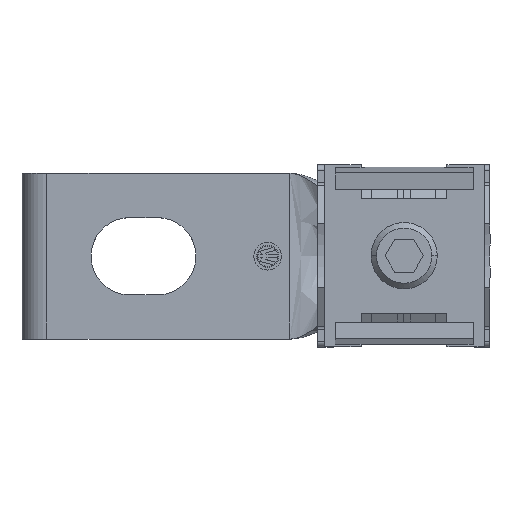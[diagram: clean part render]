
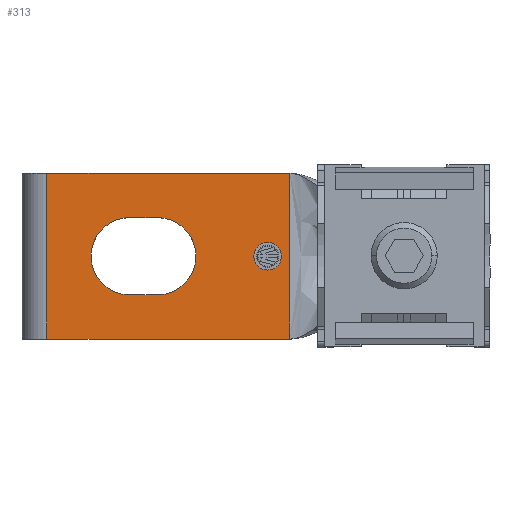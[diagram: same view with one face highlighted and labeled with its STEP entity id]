
A CAD part, top view. The second image highlights one B-rep face of the part: STEP entity #313.
In plain terms, the highlighted planar face has unit normal (0, 0, 1).
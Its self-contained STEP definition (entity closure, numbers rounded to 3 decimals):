
#44=AXIS2_PLACEMENT_3D('Plane Axis2P3D',#41,#42,#43) ;
#247=AXIS2_PLACEMENT_3D('Circle Axis2P3D',#245,#246,$) ;
#263=AXIS2_PLACEMENT_3D('Circle Axis2P3D',#261,#262,$) ;
#270=AXIS2_PLACEMENT_3D('Circle Axis2P3D',#268,#269,$) ;
#284=AXIS2_PLACEMENT_3D('Circle Axis2P3D',#282,#283,$) ;
#297=AXIS2_PLACEMENT_3D('Circle Axis2P3D',#295,#296,$) ;
#306=AXIS2_PLACEMENT_3D('Circle Axis2P3D',#304,#305,$) ;
#41=CARTESIAN_POINT('Axis2P3D Location',(-15.,81.5,9.)) ;
#211=CARTESIAN_POINT('Line Origine',(-15.,55.,9.)) ;
#215=CARTESIAN_POINT('Vertex',(-15.,33.,9.)) ;
#217=CARTESIAN_POINT('Vertex',(-15.,77.,9.)) ;
#220=CARTESIAN_POINT('Line Origine',(0.,33.,9.)) ;
#224=CARTESIAN_POINT('Vertex',(15.,33.,9.)) ;
#227=CARTESIAN_POINT('Line Origine',(15.,55.,9.)) ;
#231=CARTESIAN_POINT('Vertex',(15.,77.,9.)) ;
#234=CARTESIAN_POINT('Line Origine',(0.,77.,9.)) ;
#245=CARTESIAN_POINT('Axis2P3D Location',(0.,57.,9.)) ;
#249=CARTESIAN_POINT('Vertex',(-7.,57.,9.)) ;
#251=CARTESIAN_POINT('Vertex',(0.,50.,9.)) ;
#254=CARTESIAN_POINT('Line Origine',(-7.,59.5,9.)) ;
#258=CARTESIAN_POINT('Vertex',(-7.,62.,9.)) ;
#261=CARTESIAN_POINT('Axis2P3D Location',(0.,62.,9.)) ;
#265=CARTESIAN_POINT('Vertex',(0.,69.,9.)) ;
#268=CARTESIAN_POINT('Axis2P3D Location',(0.,62.,9.)) ;
#272=CARTESIAN_POINT('Vertex',(7.,62.,9.)) ;
#275=CARTESIAN_POINT('Line Origine',(7.,59.5,9.)) ;
#279=CARTESIAN_POINT('Vertex',(7.,57.,9.)) ;
#282=CARTESIAN_POINT('Axis2P3D Location',(0.,57.,9.)) ;
#295=CARTESIAN_POINT('Axis2P3D Location',(0.,37.,9.)) ;
#299=CARTESIAN_POINT('Vertex',(0.,39.5,9.)) ;
#301=CARTESIAN_POINT('Vertex',(0.,34.5,9.)) ;
#304=CARTESIAN_POINT('Axis2P3D Location',(0.,37.,9.)) ;
#42=DIRECTION('Axis2P3D Direction',(0.,0.,1.)) ;
#43=DIRECTION('Axis2P3D XDirection',(-1.,0.,0.)) ;
#212=DIRECTION('Vector Direction',(0.,1.,0.)) ;
#221=DIRECTION('Vector Direction',(1.,0.,0.)) ;
#228=DIRECTION('Vector Direction',(0.,1.,0.)) ;
#235=DIRECTION('Vector Direction',(-1.,0.,0.)) ;
#246=DIRECTION('Axis2P3D Direction',(0.,0.,1.)) ;
#255=DIRECTION('Vector Direction',(0.,-1.,0.)) ;
#262=DIRECTION('Axis2P3D Direction',(0.,0.,1.)) ;
#269=DIRECTION('Axis2P3D Direction',(0.,0.,1.)) ;
#276=DIRECTION('Vector Direction',(0.,-1.,0.)) ;
#283=DIRECTION('Axis2P3D Direction',(0.,0.,1.)) ;
#296=DIRECTION('Axis2P3D Direction',(0.,0.,1.)) ;
#305=DIRECTION('Axis2P3D Direction',(0.,0.,1.)) ;
#213=VECTOR('Line Direction',#212,1.) ;
#222=VECTOR('Line Direction',#221,1.) ;
#229=VECTOR('Line Direction',#228,1.) ;
#236=VECTOR('Line Direction',#235,1.) ;
#256=VECTOR('Line Direction',#255,1.) ;
#277=VECTOR('Line Direction',#276,1.) ;
#240=ORIENTED_EDGE('',*,*,#219,.F.) ;
#241=ORIENTED_EDGE('',*,*,#226,.T.) ;
#242=ORIENTED_EDGE('',*,*,#233,.T.) ;
#243=ORIENTED_EDGE('',*,*,#238,.T.) ;
#288=ORIENTED_EDGE('',*,*,#253,.F.) ;
#289=ORIENTED_EDGE('',*,*,#260,.F.) ;
#290=ORIENTED_EDGE('',*,*,#267,.F.) ;
#291=ORIENTED_EDGE('',*,*,#274,.F.) ;
#292=ORIENTED_EDGE('',*,*,#281,.T.) ;
#293=ORIENTED_EDGE('',*,*,#286,.F.) ;
#310=ORIENTED_EDGE('',*,*,#303,.T.) ;
#311=ORIENTED_EDGE('',*,*,#308,.T.) ;
#294=FACE_BOUND('',#287,.T.) ;
#312=FACE_BOUND('',#309,.T.) ;
#313=ADVANCED_FACE('Hauptkoerper nicht benutzen',(#244,#294,#312),#45,.T.) ;
#248=CIRCLE('generated circle',#247,7.) ;
#264=CIRCLE('generated circle',#263,7.) ;
#271=CIRCLE('generated circle',#270,7.) ;
#285=CIRCLE('generated circle',#284,7.) ;
#298=CIRCLE('generated circle',#297,2.5) ;
#307=CIRCLE('generated circle',#306,2.5) ;
#219=EDGE_CURVE('',#216,#218,#214,.T.) ;
#226=EDGE_CURVE('',#216,#225,#223,.T.) ;
#233=EDGE_CURVE('',#225,#232,#230,.T.) ;
#238=EDGE_CURVE('',#232,#218,#237,.T.) ;
#253=EDGE_CURVE('',#250,#252,#248,.T.) ;
#260=EDGE_CURVE('',#259,#250,#257,.T.) ;
#267=EDGE_CURVE('',#266,#259,#264,.T.) ;
#274=EDGE_CURVE('',#273,#266,#271,.T.) ;
#281=EDGE_CURVE('',#273,#280,#278,.T.) ;
#286=EDGE_CURVE('',#252,#280,#285,.T.) ;
#303=EDGE_CURVE('',#300,#302,#298,.F.) ;
#308=EDGE_CURVE('',#302,#300,#307,.F.) ;
#239=EDGE_LOOP('',(#240,#241,#242,#243)) ;
#287=EDGE_LOOP('',(#288,#289,#290,#291,#292,#293)) ;
#309=EDGE_LOOP('',(#310,#311)) ;
#244=FACE_OUTER_BOUND('',#239,.T.) ;
#214=LINE('Line',#211,#213) ;
#223=LINE('Line',#220,#222) ;
#230=LINE('Line',#227,#229) ;
#237=LINE('Line',#234,#236) ;
#257=LINE('Line',#254,#256) ;
#278=LINE('Line',#275,#277) ;
#45=PLANE('Plane',#44) ;
#216=VERTEX_POINT('',#215) ;
#218=VERTEX_POINT('',#217) ;
#225=VERTEX_POINT('',#224) ;
#232=VERTEX_POINT('',#231) ;
#250=VERTEX_POINT('',#249) ;
#252=VERTEX_POINT('',#251) ;
#259=VERTEX_POINT('',#258) ;
#266=VERTEX_POINT('',#265) ;
#273=VERTEX_POINT('',#272) ;
#280=VERTEX_POINT('',#279) ;
#300=VERTEX_POINT('',#299) ;
#302=VERTEX_POINT('',#301) ;
